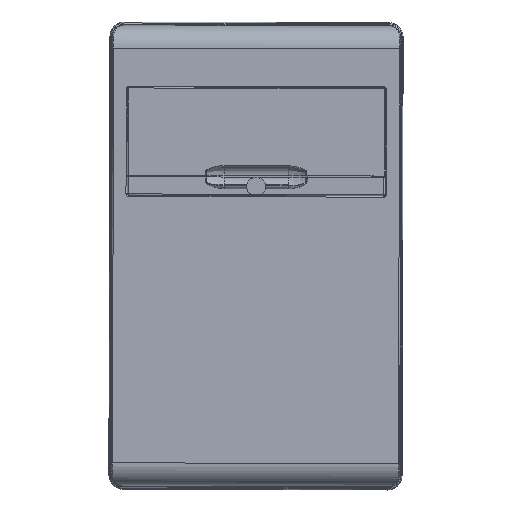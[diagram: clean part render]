
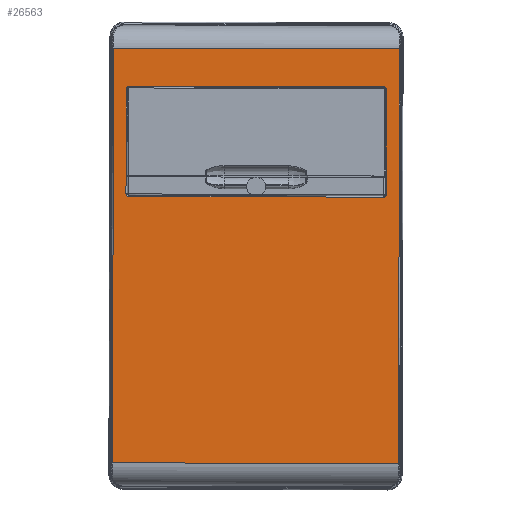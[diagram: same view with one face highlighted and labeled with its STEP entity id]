
A CAD part, top view. The second image highlights one B-rep face of the part: STEP entity #26563.
In plain terms, the highlighted planar face has unit normal (0, 0, 1).
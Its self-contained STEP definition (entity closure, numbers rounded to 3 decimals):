
#22261=DIRECTION('',(0.,1.,0.));
#22262=VECTOR('',#22261,312.188);
#22263=CARTESIAN_POINT('',(293.803,-156.094,
55.));
#22264=LINE('',#22263,#22262);
#22295=CARTESIAN_POINT('',(0.05,139.1,55.));
#22296=DIRECTION('',(0.,0.,1.));
#22297=DIRECTION('',(1.,0.,0.));
#22298=AXIS2_PLACEMENT_3D('',#22295,#22296,#22297);
#22300=DIRECTION('',(-1.,0.,0.));
#22301=VECTOR('',#22300,114.5);
#22302=CARTESIAN_POINT('',(0.05,142.1,55.));
#22303=LINE('',#22302,#22301);
#22304=CARTESIAN_POINT('',(-114.45,139.1,55.));
#22305=DIRECTION('',(0.,0.,1.));
#22306=DIRECTION('',(0.,1.,0.));
#22307=AXIS2_PLACEMENT_3D('',#22304,#22305,#22306);
#22309=CARTESIAN_POINT('',(-114.45,-139.1,55.));
#22310=DIRECTION('',(0.,0.,-1.));
#22311=DIRECTION('',(0.,-1.,0.));
#22312=AXIS2_PLACEMENT_3D('',#22309,#22310,#22311);
#22314=DIRECTION('',(-1.,0.,0.));
#22315=VECTOR('',#22314,114.5);
#22316=CARTESIAN_POINT('',(0.05,-142.1,55.));
#22317=LINE('',#22316,#22315);
#22318=CARTESIAN_POINT('',(0.05,-139.1,55.));
#22319=DIRECTION('',(0.,0.,-1.));
#22320=DIRECTION('',(1.,0.,0.));
#22321=AXIS2_PLACEMENT_3D('',#22318,#22319,#22320);
#22323=DIRECTION('',(0.,1.,0.));
#22324=VECTOR('',#22323,312.188);
#22325=CARTESIAN_POINT('',(-158.803,-156.094,
55.));
#22326=LINE('',#22325,#22324);
#22331=DIRECTION('',(0.,-1.,0.));
#22332=VECTOR('',#22331,278.2);
#22333=CARTESIAN_POINT('',(3.05,139.1,55.));
#22334=LINE('',#22333,#22332);
#22597=DIRECTION('',(0.,1.,0.));
#22598=VECTOR('',#22597,278.2);
#22599=CARTESIAN_POINT('',(-117.45,-139.1,55.));
#22600=LINE('',#22599,#22598);
#24419=DIRECTION('',(-1.,0.,0.));
#24420=VECTOR('',#24419,452.605);
#24421=CARTESIAN_POINT('',(293.803,156.094,55.));
#24422=LINE('',#24421,#24420);
#24966=DIRECTION('',(-1.,0.,0.));
#24967=VECTOR('',#24966,452.605);
#24968=CARTESIAN_POINT('',(293.803,-156.094,
55.));
#24969=LINE('',#24968,#24967);
#25589=CARTESIAN_POINT('',(293.803,-156.094,
55.));
#25590=VERTEX_POINT('',#25589);
#25592=CARTESIAN_POINT('',(-158.803,-156.094,
55.));
#25593=VERTEX_POINT('',#25592);
#25703=CARTESIAN_POINT('',(-114.45,-142.1,55.));
#25704=CARTESIAN_POINT('',(-117.45,-139.1,55.));
#25705=VERTEX_POINT('',#25703);
#25706=VERTEX_POINT('',#25704);
#25707=CARTESIAN_POINT('',(0.05,-142.1,55.));
#25708=VERTEX_POINT('',#25707);
#25709=CARTESIAN_POINT('',(3.05,-139.1,55.));
#25710=VERTEX_POINT('',#25709);
#25765=CARTESIAN_POINT('',(293.803,156.094,55.));
#25766=VERTEX_POINT('',#25765);
#25768=CARTESIAN_POINT('',(-158.803,156.094,
55.));
#25769=VERTEX_POINT('',#25768);
#25879=CARTESIAN_POINT('',(-114.45,142.1,55.));
#25880=CARTESIAN_POINT('',(-117.45,139.1,55.));
#25881=VERTEX_POINT('',#25879);
#25882=VERTEX_POINT('',#25880);
#25883=CARTESIAN_POINT('',(0.05,142.1,55.));
#25884=VERTEX_POINT('',#25883);
#25885=CARTESIAN_POINT('',(3.05,139.1,55.));
#25886=VERTEX_POINT('',#25885);
#26531=CARTESIAN_POINT('',(0.,0.,55.));
#26532=DIRECTION('',(0.,0.,1.));
#26533=DIRECTION('',(1.,0.,0.));
#26534=AXIS2_PLACEMENT_3D('',#26531,#26532,#26533);
#26535=PLANE('',#26534);
#26537=ORIENTED_EDGE('',*,*,#26536,.T.);
#26539=ORIENTED_EDGE('',*,*,#26538,.F.);
#26540=ORIENTED_EDGE('',*,*,#26517,.F.);
#26542=ORIENTED_EDGE('',*,*,#26541,.T.);
#26543=EDGE_LOOP('',(#26537,#26539,#26540,#26542));
#26544=FACE_OUTER_BOUND('',#26543,.F.);
#26546=ORIENTED_EDGE('',*,*,#26545,.F.);
#26548=ORIENTED_EDGE('',*,*,#26547,.T.);
#26550=ORIENTED_EDGE('',*,*,#26549,.T.);
#26552=ORIENTED_EDGE('',*,*,#26551,.T.);
#26554=ORIENTED_EDGE('',*,*,#26553,.F.);
#26556=ORIENTED_EDGE('',*,*,#26555,.F.);
#26558=ORIENTED_EDGE('',*,*,#26557,.F.);
#26560=ORIENTED_EDGE('',*,*,#26559,.F.);
#26561=EDGE_LOOP('',(#26546,#26548,#26550,#26552,#26554,#26556,#26558,#26560));
#26562=FACE_BOUND('',#26561,.F.);
#26563=ADVANCED_FACE('',(#26544,#26562),#26535,.T.);
#22299=CIRCLE('',#22298,3.);
#22308=CIRCLE('',#22307,3.);
#22313=CIRCLE('',#22312,3.);
#22322=CIRCLE('',#22321,3.);
#26517=EDGE_CURVE('',#25590,#25766,#22264,.T.);
#26536=EDGE_CURVE('',#25593,#25769,#22326,.T.);
#26538=EDGE_CURVE('',#25766,#25769,#24422,.T.);
#26541=EDGE_CURVE('',#25590,#25593,#24969,.T.);
#26545=EDGE_CURVE('',#25886,#25710,#22334,.T.);
#26547=EDGE_CURVE('',#25886,#25884,#22299,.T.);
#26549=EDGE_CURVE('',#25884,#25881,#22303,.T.);
#26551=EDGE_CURVE('',#25881,#25882,#22308,.T.);
#26553=EDGE_CURVE('',#25706,#25882,#22600,.T.);
#26555=EDGE_CURVE('',#25705,#25706,#22313,.T.);
#26557=EDGE_CURVE('',#25708,#25705,#22317,.T.);
#26559=EDGE_CURVE('',#25710,#25708,#22322,.T.);
